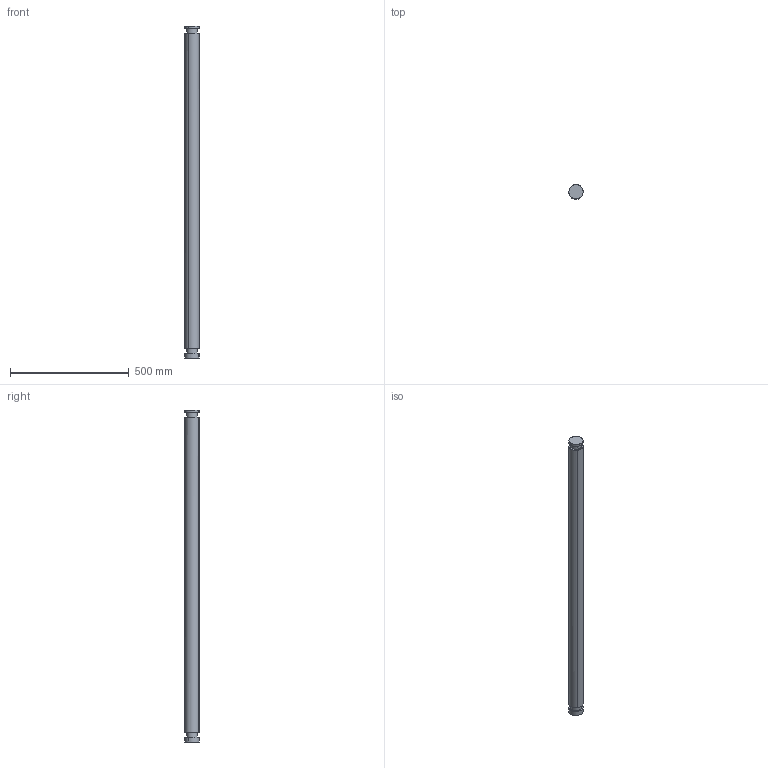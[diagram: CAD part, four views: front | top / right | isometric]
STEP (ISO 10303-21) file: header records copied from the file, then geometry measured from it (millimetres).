
FILE_DESCRIPTION (( 'STEP AP203' ), '1' );
FILE_NAME ('682-02 Vàstago.STEP', '2021-07-18T01:22:57', ( '' ), ( '' ), 'SwSTEP 2.0', 'SolidWorks 2018', '' );
FILE_SCHEMA (( 'CONFIG_CONTROL_DESIGN' ));
Length unit declared in the file: millimetre
Products named in the file (1): 682-02 Vàstago
Bounding box: 59.99 x 59.99 x 1400 mm (x, y, z)
Volume: 3917030.1 mm3; surface area: 272706.7 mm2
Topology: 1 solids, 1 shells, 16 faces, 50 edges, 40 vertices
Faces by surface type: bspline 16
Entity records: 859 total; most frequent: CARTESIAN_POINT 505, ORIENTED_EDGE 100, EDGE_CURVE 50, VERTEX_POINT 40, EDGE_LOOP 20, B_SPLINE_CURVE_WITH_KNOTS 18, FACE_OUTER_BOUND 16, ADVANCED_FACE 16
